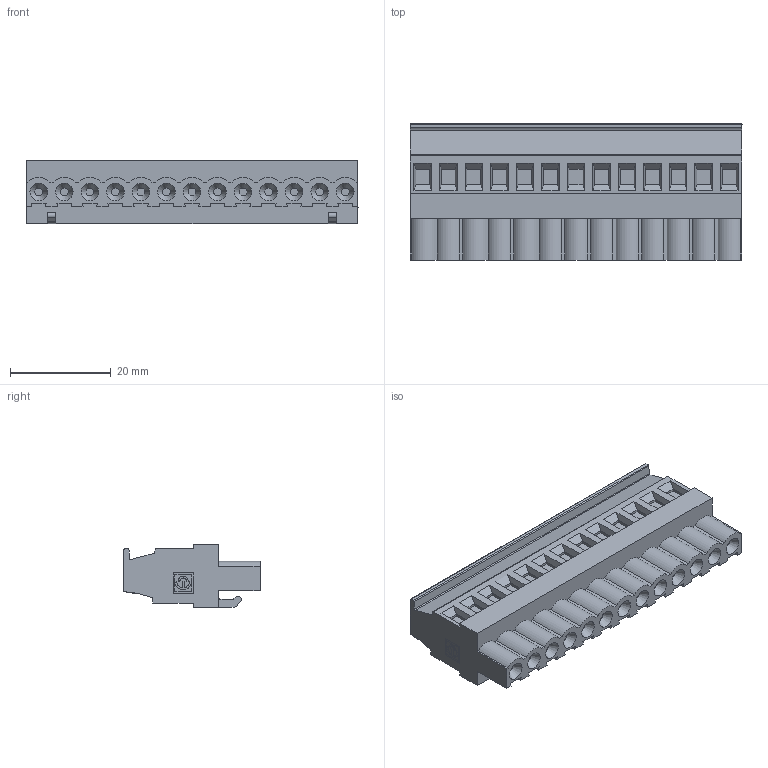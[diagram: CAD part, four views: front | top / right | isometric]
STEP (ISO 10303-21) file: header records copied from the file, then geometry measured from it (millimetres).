
FILE_DESCRIPTION(('STEP AP214'),'1');
FILE_NAME('SV13-5,08-P.stp','2020-05-11T07:24:17',(' '),(' '),'Spatial InterOp 3D',' ',' ');
FILE_SCHEMA(('automotive_design'));
Length unit declared in the file: metre
Products named in the file (1): 1
Bounding box: 66.04 x 27.1 x 12.7 mm (x, y, z)
Volume: 14782.6 mm3; surface area: 6994 mm2
Topology: 1 solids, 1 shells, 402 faces, 1014 edges, 657 vertices
Faces by surface type: plane 319, cylinder 69, cone 13, extrusion 1
Full cylindrical faces by diameter (mm): 1.6 x13, 4 x13
Entity records: 14700 total; most frequent: CARTESIAN_POINT 2028, DIRECTION 1915, ORIENTED_EDGE 1898, EDGE_CURVE 949, VECTOR 731, LINE 730, VERTEX_POINT 631, AXIS2_PLACEMENT_3D 592
